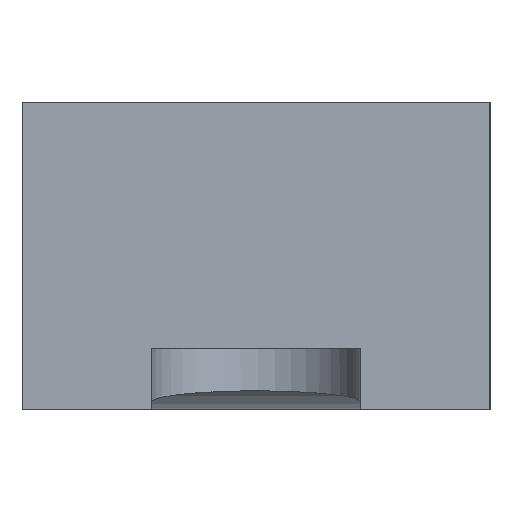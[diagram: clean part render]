
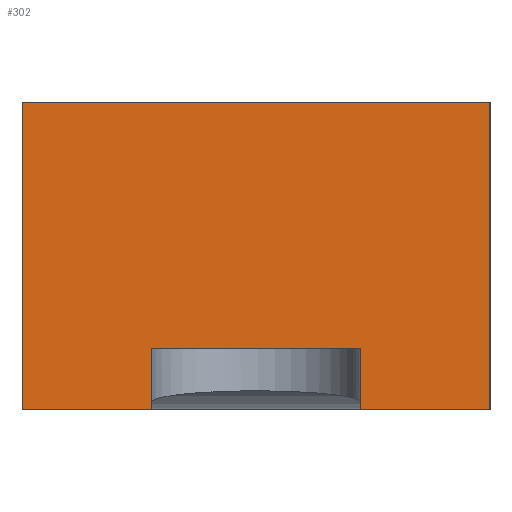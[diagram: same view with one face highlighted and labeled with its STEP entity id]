
A CAD part, left-side view. The second image highlights one B-rep face of the part: STEP entity #302.
In plain terms, the highlighted planar face has unit normal (-1, 0, 0).
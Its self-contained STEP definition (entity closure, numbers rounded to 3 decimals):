
#6 = VERTEX_POINT ( 'NONE', #90 ) ;
#20 = EDGE_CURVE ( 'NONE', #6, #469, #188, .T. ) ;
#30 = EDGE_CURVE ( 'NONE', #469, #620, #622, .T. ) ;
#32 = VERTEX_POINT ( 'NONE', #571 ) ;
#40 = LINE ( 'NONE', #631, #467 ) ;
#46 = CARTESIAN_POINT ( 'NONE',  ( -100., 8.5, 25. ) ) ;
#48 = ORIENTED_EDGE ( 'NONE', *, *, #417, .T. ) ;
#49 = CARTESIAN_POINT ( 'NONE',  ( -100., 19., 25. ) ) ;
#51 = ORIENTED_EDGE ( 'NONE', *, *, #30, .T. ) ;
#63 = DIRECTION ( 'NONE',  ( 0., 0., -1. ) ) ;
#65 = ORIENTED_EDGE ( 'NONE', *, *, #140, .F. ) ;
#73 = LINE ( 'NONE', #335, #574 ) ;
#77 = LINE ( 'NONE', #522, #279 ) ;
#80 = VECTOR ( 'NONE', #520, 1000. ) ;
#90 = CARTESIAN_POINT ( 'NONE',  ( -100., 19., 0. ) ) ;
#101 = CARTESIAN_POINT ( 'NONE',  ( -100., -19., 0. ) ) ;
#124 = VECTOR ( 'NONE', #326, 1000. ) ;
#125 = LINE ( 'NONE', #471, #80 ) ;
#126 = ORIENTED_EDGE ( 'NONE', *, *, #273, .F. ) ;
#127 = VECTOR ( 'NONE', #491, 1000. ) ;
#130 = LINE ( 'NONE', #555, #124 ) ;
#140 = EDGE_CURVE ( 'NONE', #32, #534, #413, .T. ) ;
#144 = CARTESIAN_POINT ( 'NONE',  ( -100., -8.5, 0. ) ) ;
#174 = CARTESIAN_POINT ( 'NONE',  ( -100., -8.5, 5. ) ) ;
#188 = LINE ( 'NONE', #347, #127 ) ;
#195 = DIRECTION ( 'NONE',  ( 0., -1., 0. ) ) ;
#209 = ORIENTED_EDGE ( 'NONE', *, *, #234, .T. ) ;
#213 = VECTOR ( 'NONE', #388, 1000. ) ;
#226 = ORIENTED_EDGE ( 'NONE', *, *, #20, .T. ) ;
#234 = EDGE_CURVE ( 'NONE', #493, #534, #73, .T. ) ;
#256 = DIRECTION ( 'NONE',  ( -1., 0., 0. ) ) ;
#264 = VERTEX_POINT ( 'NONE', #174 ) ;
#273 = EDGE_CURVE ( 'NONE', #493, #264, #77, .T. ) ;
#279 = VECTOR ( 'NONE', #286, 1000. ) ;
#286 = DIRECTION ( 'NONE',  ( 0., 0., 1. ) ) ;
#302 = ADVANCED_FACE ( 'NONE', ( #582 ), #446, .T. ) ;
#313 = CARTESIAN_POINT ( 'NONE',  ( -100., 8.5, 5. ) ) ;
#322 = VECTOR ( 'NONE', #63, 1000. ) ;
#326 = DIRECTION ( 'NONE',  ( 0., 0., -1. ) ) ;
#335 = CARTESIAN_POINT ( 'NONE',  ( -100., 19., 0. ) ) ;
#347 = CARTESIAN_POINT ( 'NONE',  ( -100., 19., 0. ) ) ;
#355 = CARTESIAN_POINT ( 'NONE',  ( -100., 8.5, 0. ) ) ;
#370 = EDGE_LOOP ( 'NONE', ( #226, #51, #48, #126, #209, #65, #617, #500 ) ) ;
#388 = DIRECTION ( 'NONE',  ( 0., 0., 1. ) ) ;
#413 = LINE ( 'NONE', #550, #322 ) ;
#417 = EDGE_CURVE ( 'NONE', #620, #264, #125, .T. ) ;
#438 = CARTESIAN_POINT ( 'NONE',  ( -100., 19., 25. ) ) ;
#440 = EDGE_CURVE ( 'NONE', #455, #6, #130, .T. ) ;
#446 = PLANE ( 'NONE',  #517 ) ;
#455 = VERTEX_POINT ( 'NONE', #438 ) ;
#467 = VECTOR ( 'NONE', #195, 1000. ) ;
#469 = VERTEX_POINT ( 'NONE', #355 ) ;
#471 = CARTESIAN_POINT ( 'NONE',  ( -100., 19., 5. ) ) ;
#491 = DIRECTION ( 'NONE',  ( 0., -1., 0. ) ) ;
#493 = VERTEX_POINT ( 'NONE', #144 ) ;
#500 = ORIENTED_EDGE ( 'NONE', *, *, #440, .T. ) ;
#517 = AXIS2_PLACEMENT_3D ( 'NONE', #49, #256, #638 ) ;
#520 = DIRECTION ( 'NONE',  ( 0., -1., 0. ) ) ;
#522 = CARTESIAN_POINT ( 'NONE',  ( -100., -8.5, 25. ) ) ;
#528 = EDGE_CURVE ( 'NONE', #455, #32, #40, .T. ) ;
#534 = VERTEX_POINT ( 'NONE', #101 ) ;
#550 = CARTESIAN_POINT ( 'NONE',  ( -100., -19., 25. ) ) ;
#555 = CARTESIAN_POINT ( 'NONE',  ( -100., 19., 25. ) ) ;
#570 = DIRECTION ( 'NONE',  ( 0., -1., 0. ) ) ;
#571 = CARTESIAN_POINT ( 'NONE',  ( -100., -19., 25. ) ) ;
#574 = VECTOR ( 'NONE', #570, 1000. ) ;
#582 = FACE_OUTER_BOUND ( 'NONE', #370, .T. ) ;
#617 = ORIENTED_EDGE ( 'NONE', *, *, #528, .F. ) ;
#620 = VERTEX_POINT ( 'NONE', #313 ) ;
#622 = LINE ( 'NONE', #46, #213 ) ;
#631 = CARTESIAN_POINT ( 'NONE',  ( -100., 19., 25. ) ) ;
#638 = DIRECTION ( 'NONE',  ( 0., 0., 1. ) ) ;
